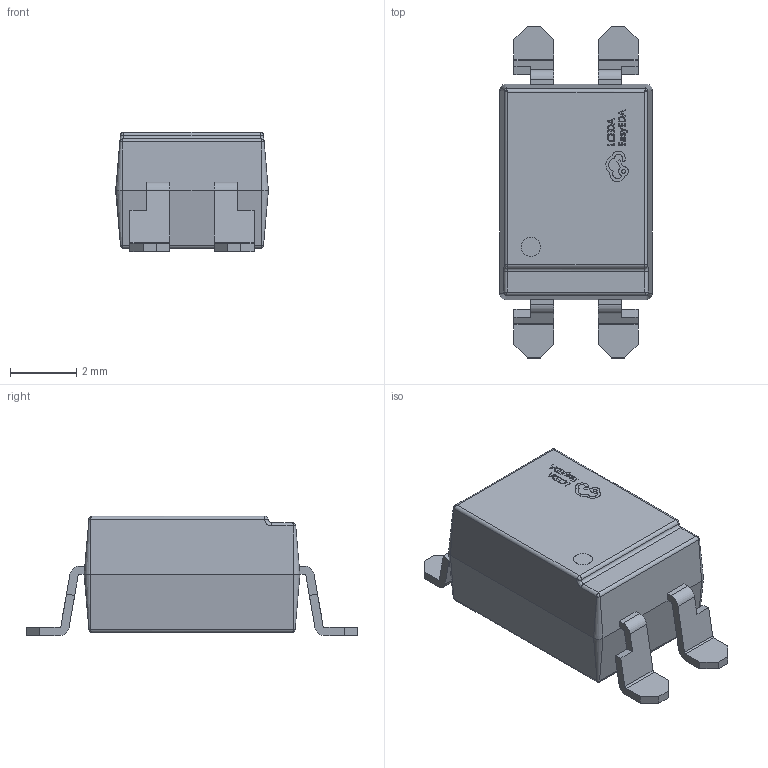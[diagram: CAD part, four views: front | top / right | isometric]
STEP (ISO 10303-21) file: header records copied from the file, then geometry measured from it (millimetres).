
FILE_DESCRIPTION (( 'STEP AP214' ), '1' );
FILE_NAME ('SOP-4_L6.5-W4.6-P2.54-LS10.0.step', '2022-07-26T10:13:05', ( '' ), ( '' ), 'SwSTEP 2.0', 'SolidWorks 2020', '' );
FILE_SCHEMA (( 'AUTOMOTIVE_DESIGN' ));
Length unit declared in the file: millimetre
Products named in the file (1): SOP-4_L6.5-W4.6-P2.54-LS10.0
Bounding box: 4.6 x 10 x 3.6 mm (x, y, z)
Volume: 101.2 mm3; surface area: 159.6 mm2
Topology: 14 solids, 14 shells, 404 faces, 1064 edges, 688 vertices
Faces by surface type: plane 242, bspline 122, cylinder 30, cone 8, sphere 2
Entity records: 19503 total; most frequent: CARTESIAN_POINT 5793, ORIENTED_EDGE 2112, DIRECTION 1414, EDGE_CURVE 1056, VECTOR 752, LINE 752, VERTEX_POINT 688, EDGE_LOOP 424
